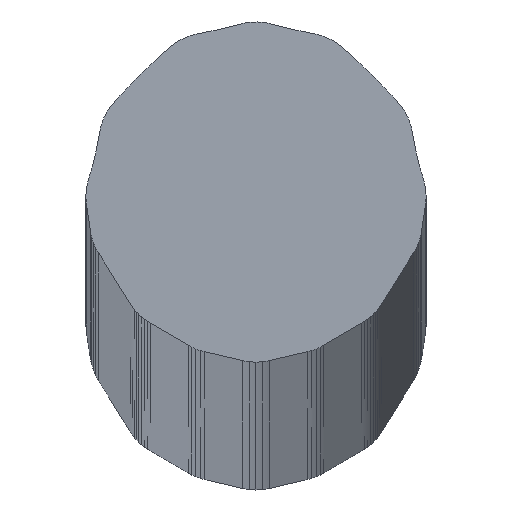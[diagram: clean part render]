
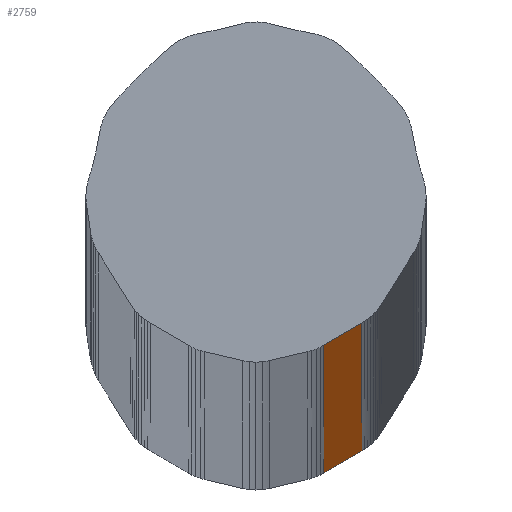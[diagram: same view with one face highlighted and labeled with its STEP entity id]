
A CAD part, top view. The second image highlights one B-rep face of the part: STEP entity #2759.
In plain terms, the highlighted planar face has unit normal (0.503, -0.864, 0).
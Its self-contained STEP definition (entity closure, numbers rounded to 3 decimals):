
#491 = DIRECTION ( 'NONE',  ( -0.864, -0.503, 0. ) ) ;
#738 = DIRECTION ( 'NONE',  ( -0.864, -0.503, 0. ) ) ;
#793 = CARTESIAN_POINT ( 'NONE',  ( 2.78, -6.27, -3000. ) ) ;
#985 = ORIENTED_EDGE ( 'NONE', *, *, #3340, .F. ) ;
#1950 = VERTEX_POINT ( 'NONE', #6277 ) ;
#2671 = VECTOR ( 'NONE', #9169, 1000. ) ;
#2672 = CARTESIAN_POINT ( 'NONE',  ( 4.336, -5.363, -3000. ) ) ;
#2759 = ADVANCED_FACE ( 'NONE', ( #5841 ), #4569, .F. ) ;
#3078 = CARTESIAN_POINT ( 'NONE',  ( 4.336, -5.363, -3000. ) ) ;
#3100 = ORIENTED_EDGE ( 'NONE', *, *, #5301, .T. ) ;
#3340 = EDGE_CURVE ( 'NONE', #1950, #5734, #7991, .T. ) ;
#3552 = CARTESIAN_POINT ( 'NONE',  ( 4.336, -5.363, 0. ) ) ;
#3791 = VECTOR ( 'NONE', #491, 1000. ) ;
#3950 = VERTEX_POINT ( 'NONE', #5803 ) ;
#4006 = AXIS2_PLACEMENT_3D ( 'NONE', #3078, #5333, #738 ) ;
#4442 = LINE ( 'NONE', #793, #2671 ) ;
#4569 = PLANE ( 'NONE',  #4006 ) ;
#4688 = ORIENTED_EDGE ( 'NONE', *, *, #9714, .T. ) ;
#5120 = ORIENTED_EDGE ( 'NONE', *, *, #6757, .F. ) ;
#5301 = EDGE_CURVE ( 'NONE', #1950, #8911, #5635, .T. ) ;
#5333 = DIRECTION ( 'NONE',  ( -0.503, 0.864, 0. ) ) ;
#5635 = LINE ( 'NONE', #2672, #9705 ) ;
#5734 = VERTEX_POINT ( 'NONE', #8295 ) ;
#5803 = CARTESIAN_POINT ( 'NONE',  ( 2.78, -6.27, 0. ) ) ;
#5841 = FACE_OUTER_BOUND ( 'NONE', #6193, .T. ) ;
#5846 = CARTESIAN_POINT ( 'NONE',  ( 4.336, -5.363, 0. ) ) ;
#5967 = VECTOR ( 'NONE', #7518, 1000. ) ;
#5992 = CARTESIAN_POINT ( 'NONE',  ( 4.336, -5.363, -3000. ) ) ;
#6193 = EDGE_LOOP ( 'NONE', ( #4688, #5120, #985, #3100 ) ) ;
#6277 = CARTESIAN_POINT ( 'NONE',  ( 4.336, -5.363, -3000. ) ) ;
#6757 = EDGE_CURVE ( 'NONE', #5734, #3950, #4442, .T. ) ;
#7190 = DIRECTION ( 'NONE',  ( 0., 0., 1. ) ) ;
#7518 = DIRECTION ( 'NONE',  ( -0.864, -0.503, 0. ) ) ;
#7800 = LINE ( 'NONE', #3552, #3791 ) ;
#7991 = LINE ( 'NONE', #5992, #5967 ) ;
#8295 = CARTESIAN_POINT ( 'NONE',  ( 2.78, -6.27, -3000. ) ) ;
#8911 = VERTEX_POINT ( 'NONE', #5846 ) ;
#9169 = DIRECTION ( 'NONE',  ( 0., 0., 1. ) ) ;
#9705 = VECTOR ( 'NONE', #7190, 1000. ) ;
#9714 = EDGE_CURVE ( 'NONE', #8911, #3950, #7800, .T. ) ;
